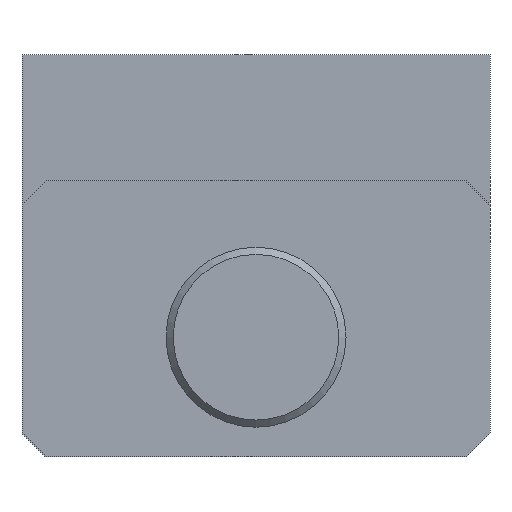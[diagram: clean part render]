
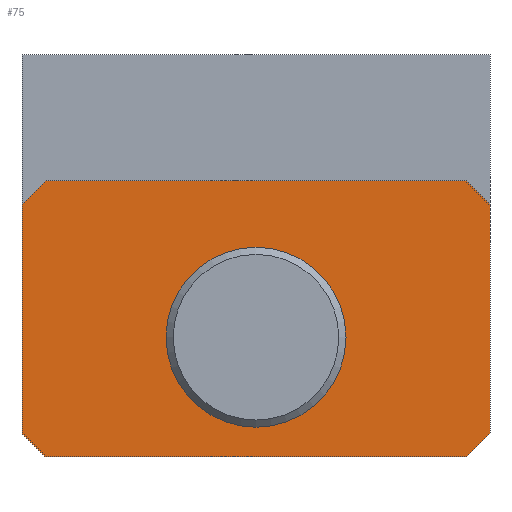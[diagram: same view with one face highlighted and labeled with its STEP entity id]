
A CAD part, front view. The second image highlights one B-rep face of the part: STEP entity #75.
In plain terms, the highlighted planar face has unit normal (0, -1, 0).
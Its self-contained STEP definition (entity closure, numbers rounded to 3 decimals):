
#22 = VERTEX_POINT('',#23);
#23 = CARTESIAN_POINT('',(1.875,-1.,-6.38));
#39 = EDGE_CURVE('',#22,#22,#40,.T.);
#40 = CIRCLE('',#41,1.875);
#41 = AXIS2_PLACEMENT_3D('',#42,#43,#44);
#42 = CARTESIAN_POINT('',(0.,-1.,-6.38));
#43 = DIRECTION('',(0.,-1.,0.));
#44 = DIRECTION('',(1.,0.,0.));
#75 = ADVANCED_FACE('',(#76,#142),#145,.F.);
#76 = FACE_BOUND('',#77,.F.);
#77 = EDGE_LOOP('',(#78,#88,#96,#104,#112,#120,#128,#136));
#78 = ORIENTED_EDGE('',*,*,#79,.T.);
#79 = EDGE_CURVE('',#80,#82,#84,.T.);
#80 = VERTEX_POINT('',#81);
#81 = CARTESIAN_POINT('',(-4.375,-1.,-3.125));
#82 = VERTEX_POINT('',#83);
#83 = CARTESIAN_POINT('',(4.375,-1.,-3.125));
#84 = LINE('',#85,#86);
#85 = CARTESIAN_POINT('',(-4.875,-1.,-3.125));
#86 = VECTOR('',#87,1.);
#87 = DIRECTION('',(1.,0.,0.));
#88 = ORIENTED_EDGE('',*,*,#89,.T.);
#89 = EDGE_CURVE('',#82,#90,#92,.T.);
#90 = VERTEX_POINT('',#91);
#91 = CARTESIAN_POINT('',(4.875,-1.,-3.625));
#92 = LINE('',#93,#94);
#93 = CARTESIAN_POINT('',(4.125,-1.,-2.875));
#94 = VECTOR('',#95,1.);
#95 = DIRECTION('',(0.707,0.,-0.707));
#96 = ORIENTED_EDGE('',*,*,#97,.T.);
#97 = EDGE_CURVE('',#90,#98,#100,.T.);
#98 = VERTEX_POINT('',#99);
#99 = CARTESIAN_POINT('',(4.875,-1.,-8.375));
#100 = LINE('',#101,#102);
#101 = CARTESIAN_POINT('',(4.875,-1.,-3.125));
#102 = VECTOR('',#103,1.);
#103 = DIRECTION('',(0.,0.,-1.));
#104 = ORIENTED_EDGE('',*,*,#105,.F.);
#105 = EDGE_CURVE('',#106,#98,#108,.T.);
#106 = VERTEX_POINT('',#107);
#107 = CARTESIAN_POINT('',(4.375,-1.,-8.875));
#108 = LINE('',#109,#110);
#109 = CARTESIAN_POINT('',(4.125,-1.,-9.125));
#110 = VECTOR('',#111,1.);
#111 = DIRECTION('',(0.707,0.,0.707));
#112 = ORIENTED_EDGE('',*,*,#113,.T.);
#113 = EDGE_CURVE('',#106,#114,#116,.T.);
#114 = VERTEX_POINT('',#115);
#115 = CARTESIAN_POINT('',(-4.375,-1.,-8.875));
#116 = LINE('',#117,#118);
#117 = CARTESIAN_POINT('',(4.875,-1.,-8.875));
#118 = VECTOR('',#119,1.);
#119 = DIRECTION('',(-1.,0.,0.));
#120 = ORIENTED_EDGE('',*,*,#121,.F.);
#121 = EDGE_CURVE('',#122,#114,#124,.T.);
#122 = VERTEX_POINT('',#123);
#123 = CARTESIAN_POINT('',(-4.875,-1.,-8.375));
#124 = LINE('',#125,#126);
#125 = CARTESIAN_POINT('',(-4.125,-1.,-9.125));
#126 = VECTOR('',#127,1.);
#127 = DIRECTION('',(0.707,0.,-0.707));
#128 = ORIENTED_EDGE('',*,*,#129,.T.);
#129 = EDGE_CURVE('',#122,#130,#132,.T.);
#130 = VERTEX_POINT('',#131);
#131 = CARTESIAN_POINT('',(-4.875,-1.,-3.625));
#132 = LINE('',#133,#134);
#133 = CARTESIAN_POINT('',(-4.875,-1.,-8.875));
#134 = VECTOR('',#135,1.);
#135 = DIRECTION('',(0.,0.,1.));
#136 = ORIENTED_EDGE('',*,*,#137,.T.);
#137 = EDGE_CURVE('',#130,#80,#138,.T.);
#138 = LINE('',#139,#140);
#139 = CARTESIAN_POINT('',(-4.125,-1.,-2.875));
#140 = VECTOR('',#141,1.);
#141 = DIRECTION('',(0.707,0.,0.707));
#142 = FACE_BOUND('',#143,.F.);
#143 = EDGE_LOOP('',(#144));
#144 = ORIENTED_EDGE('',*,*,#39,.T.);
#145 = PLANE('',#146);
#146 = AXIS2_PLACEMENT_3D('',#147,#148,#149);
#147 = CARTESIAN_POINT('',(0.,-1.,-6.));
#148 = DIRECTION('',(0.,1.,0.));
#149 = DIRECTION('',(0.,0.,1.));
